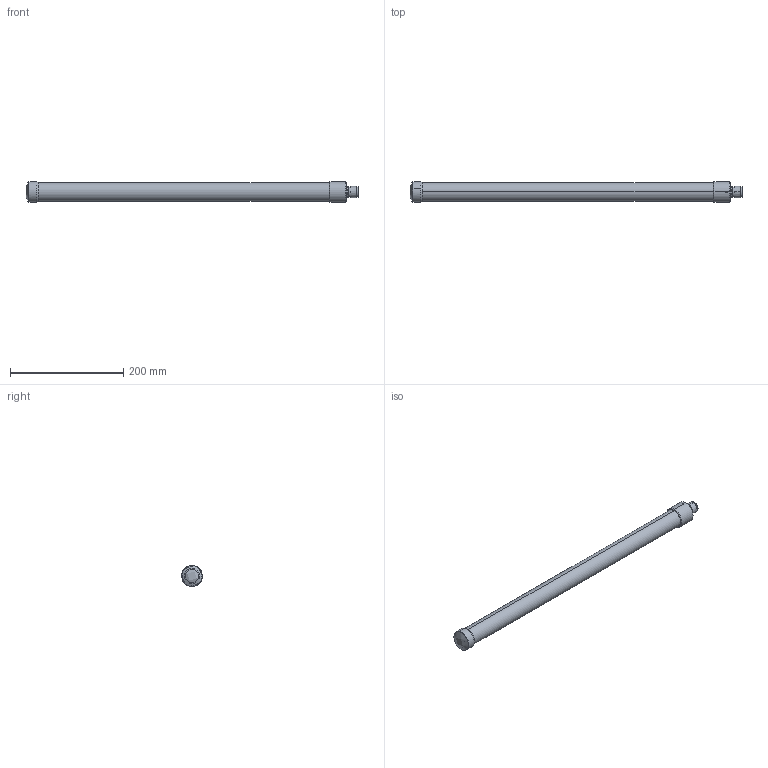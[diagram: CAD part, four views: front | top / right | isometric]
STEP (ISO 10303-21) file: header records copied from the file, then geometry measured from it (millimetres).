
FILE_DESCRIPTION (( 'STEP AP214' ), '1' );
FILE_NAME ('HGV-906U-NM_3D.STEP', '2020-08-27T22:14:14', ( '' ), ( '' ), 'SwSTEP 2.0', 'SolidWorks 2018', '' );
FILE_SCHEMA (( 'AUTOMOTIVE_DESIGN' ));
Length unit declared in the file: inch
Products named in the file (5): HGV-906U-NM_3D; SP97177_N-Male con; SP97177_tube; SP97177_base; SP97177_cap
Assembly tree (4 placements, depth 2):
  HGV-906U-NM_3D
    SP97177_base
    SP97177_N-Male con
    SP97177_tube
    SP97177_cap
Bounding box: 585.4 x 37 x 37 mm (x, y, z)
Volume: 121896.6 mm3; surface area: 125436.9 mm2
Topology: 3 solids, 6 shells, 166 faces, 406 edges, 261 vertices
Faces by surface type: cylinder 82, bspline 39, plane 23, cone 20, torus 2
Entity records: 14940 total; most frequent: CARTESIAN_POINT 11142, ORIENTED_EDGE 808, DIRECTION 624, EDGE_CURVE 406, VERTEX_POINT 261, AXIS2_PLACEMENT_3D 244, EDGE_LOOP 185, FACE_OUTER_BOUND 166
